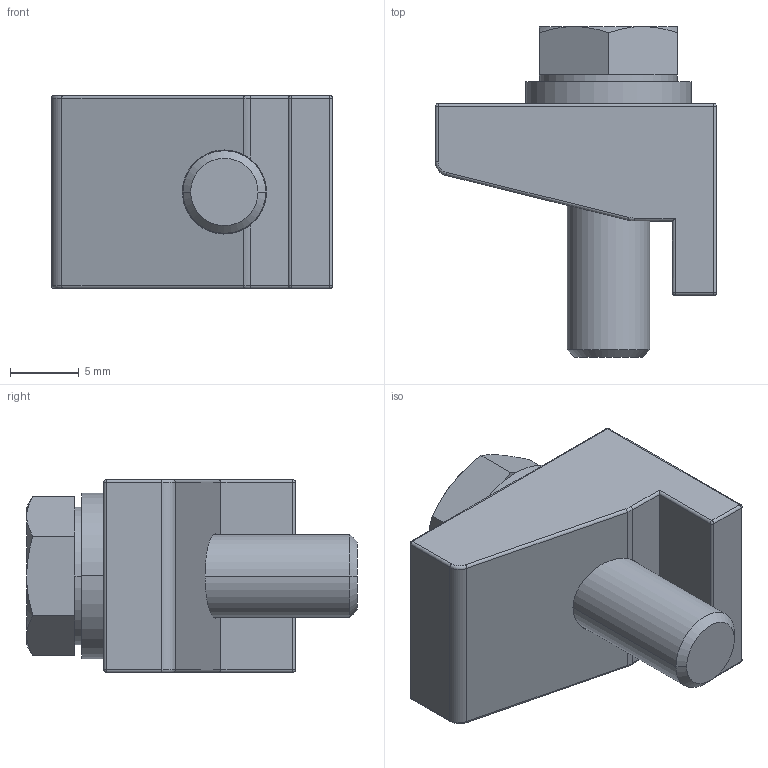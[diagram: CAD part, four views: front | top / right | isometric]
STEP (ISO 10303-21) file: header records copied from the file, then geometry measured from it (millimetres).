
FILE_DESCRIPTION (( 'STEP AP214' ), '1' );
FILE_NAME ('110BPR050-2.stp', '2017-04-11T08:44:26', ( '' ), ( '' ), 'SwSTEP 2.0', 'SolidWorks 2015', '' );
FILE_SCHEMA (( 'AUTOMOTIVE_DESIGN' ));
Length unit declared in the file: millimetre
Products named in the file (1): 110BPR050-2
Bounding box: 20.4 x 24 x 14 mm (x, y, z)
Volume: 3116.3 mm3; surface area: 2252.8 mm2
Topology: 3 solids, 3 shells, 79 faces, 175 edges, 94 vertices
Faces by surface type: cylinder 31, plane 26, sphere 8, cone 8, torus 6
Entity records: 3048 total; most frequent: CARTESIAN_POINT 419, DIRECTION 385, ORIENTED_EDGE 334, EDGE_CURVE 167, AXIS2_PLACEMENT_3D 156, VERTEX_POINT 94, UNCERTAINTY_MEASURE_WITH_UNIT 84, FILL_AREA_STYLE_COLOUR 83
